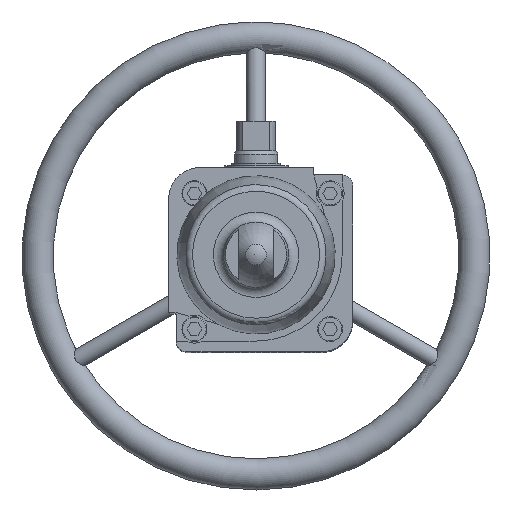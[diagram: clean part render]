
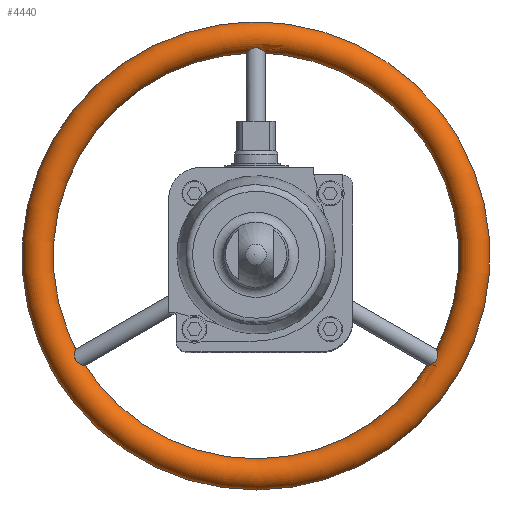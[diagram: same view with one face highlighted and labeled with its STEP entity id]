
A CAD part, top view. The second image highlights one B-rep face of the part: STEP entity #4440.
In plain terms, the highlighted toroidal (fillet/blend) face has major radius 140 mm and minor radius 10 mm.
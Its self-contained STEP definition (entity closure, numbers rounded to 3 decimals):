
#53=TOROIDAL_SURFACE('',#4836,140.,10.);
#115=B_SPLINE_CURVE_WITH_KNOTS('',3,(#7102,#7103,#7104,#7105,#7106,#7107,
#7108,#7109,#7110,#7111,#7112,#7113,#7114,#7115,#7116,#7117,#7118,#7119,
#7120),.UNSPECIFIED.,.T.,.F.,(1,1,1,1,1,1,1,1,1,1,1,1,1,1,1,1,1,1,1,1,1,
1,1),(-0.007,-0.005,-0.002,0.,
0.002,0.005,0.007,0.01,
0.012,0.014,0.017,0.019,
0.022,0.024,0.027,0.029,
0.031,0.034,0.036,0.039,
0.041,0.043,0.046),.UNSPECIFIED.);
#116=B_SPLINE_CURVE_WITH_KNOTS('',3,(#7123,#7124,#7125,#7126,#7127,#7128,
#7129,#7130,#7131,#7132,#7133,#7134,#7135,#7136,#7137,#7138,#7139,#7140,
#7141,#7142),.UNSPECIFIED.,.T.,.F.,(1,1,1,1,1,1,1,1,1,1,1,1,1,1,1,1,1,1,
1,1,1,1,1,1),(-0.005,-0.002,-0.001,
0.,0.002,0.005,0.007,0.01,
0.012,0.014,0.017,0.019,
0.022,0.024,0.027,0.029,
0.031,0.034,0.036,0.037,
0.039,0.041,0.043,0.046),
 .UNSPECIFIED.);
#117=B_SPLINE_CURVE_WITH_KNOTS('',3,(#7145,#7146,#7147,#7148,#7149,#7150,
#7151,#7152,#7153,#7154,#7155,#7156,#7157,#7158,#7159,#7160,#7161,#7162,
#7163),.UNSPECIFIED.,.T.,.F.,(1,1,1,1,1,1,1,1,1,1,1,1,1,1,1,1,1,1,1,1,1,
1,1),(-0.007,-0.005,-0.002,0.,
0.002,0.005,0.007,0.01,
0.012,0.014,0.017,0.019,
0.022,0.024,0.027,0.029,
0.031,0.034,0.036,0.039,
0.041,0.043,0.046),.UNSPECIFIED.);
#1370=ORIENTED_EDGE('',*,*,#2438,.F.);
#1371=ORIENTED_EDGE('',*,*,#2437,.F.);
#1372=ORIENTED_EDGE('',*,*,#2436,.F.);
#2436=EDGE_CURVE('',#2977,#2977,#115,.T.);
#2437=EDGE_CURVE('',#2978,#2978,#116,.T.);
#2438=EDGE_CURVE('',#2979,#2979,#117,.T.);
#2977=VERTEX_POINT('',#7121);
#2978=VERTEX_POINT('',#7143);
#2979=VERTEX_POINT('',#7164);
#3567=EDGE_LOOP('',(#1370));
#3568=EDGE_LOOP('',(#1371));
#3569=EDGE_LOOP('',(#1372));
#3981=FACE_BOUND('',#3567,.T.);
#3982=FACE_BOUND('',#3568,.T.);
#3983=FACE_BOUND('',#3569,.T.);
#4440=ADVANCED_FACE('',(#3981,#3982,#3983),#53,.T.);
#4836=AXIS2_PLACEMENT_3D('',#7165,#5615,#5616);
#5615=DIRECTION('',(0.,0.,-1.));
#5616=DIRECTION('',(-1.,0.,0.));
#7102=CARTESIAN_POINT('',(-5.085,129.932,-257.223));
#7103=CARTESIAN_POINT('',(-3.426,130.444,-258.996));
#7104=CARTESIAN_POINT('',(-1.235,130.944,-260.045));
#7105=CARTESIAN_POINT('',(1.26,130.941,-260.04));
#7106=CARTESIAN_POINT('',(3.457,130.435,-258.973));
#7107=CARTESIAN_POINT('',(5.094,129.93,-257.205));
#7108=CARTESIAN_POINT('',(6.041,129.799,-254.923));
#7109=CARTESIAN_POINT('',(6.034,130.321,-252.485));
#7110=CARTESIAN_POINT('',(5.074,131.378,-250.441));
#7111=CARTESIAN_POINT('',(3.44,132.556,-249.022));
#7112=CARTESIAN_POINT('',(1.268,133.455,-248.236));
#7113=CARTESIAN_POINT('',(-1.246,133.461,-248.23));
#7114=CARTESIAN_POINT('',(-3.441,132.557,-249.02));
#7115=CARTESIAN_POINT('',(-5.07,131.38,-250.439));
#7116=CARTESIAN_POINT('',(-6.032,130.326,-252.472));
#7117=CARTESIAN_POINT('',(-6.043,129.797,-254.926));
#7118=CARTESIAN_POINT('',(-5.085,129.932,-257.223));
#7119=CARTESIAN_POINT('',(-3.426,130.444,-258.996));
#7120=CARTESIAN_POINT('',(-1.235,130.944,-260.045));
#7121=CARTESIAN_POINT('',(-3.338,130.442,-258.875));
#7123=CARTESIAN_POINT('',(-116.229,-65.125,-248.437));
#7124=CARTESIAN_POINT('',(-115.688,-66.675,-248.183));
#7125=CARTESIAN_POINT('',(-114.432,-68.312,-248.392));
#7126=CARTESIAN_POINT('',(-112.521,-69.553,-249.371));
#7127=CARTESIAN_POINT('',(-110.776,-70.224,-250.963));
#7128=CARTESIAN_POINT('',(-109.6,-70.371,-253.164));
#7129=CARTESIAN_POINT('',(-109.462,-69.961,-255.619));
#7130=CARTESIAN_POINT('',(-110.293,-69.076,-257.786));
#7131=CARTESIAN_POINT('',(-111.673,-67.785,-259.371));
#7132=CARTESIAN_POINT('',(-113.191,-65.972,-260.166));
#7133=CARTESIAN_POINT('',(-114.266,-63.739,-259.829));
#7134=CARTESIAN_POINT('',(-114.811,-61.687,-258.531));
#7135=CARTESIAN_POINT('',(-115.167,-60.201,-256.595));
#7136=CARTESIAN_POINT('',(-115.55,-59.615,-254.211));
#7137=CARTESIAN_POINT('',(-116.015,-60.235,-251.833));
#7138=CARTESIAN_POINT('',(-116.408,-61.828,-249.962));
#7139=CARTESIAN_POINT('',(-116.48,-63.616,-248.927));
#7140=CARTESIAN_POINT('',(-116.229,-65.125,-248.437));
#7141=CARTESIAN_POINT('',(-115.688,-66.675,-248.183));
#7142=CARTESIAN_POINT('',(-114.432,-68.312,-248.392));
#7143=CARTESIAN_POINT('',(-115.785,-66.267,-248.281));
#7145=CARTESIAN_POINT('',(110.235,-69.13,-257.69));
#7146=CARTESIAN_POINT('',(109.44,-69.996,-255.494));
#7147=CARTESIAN_POINT('',(109.641,-70.377,-253.033));
#7148=CARTESIAN_POINT('',(110.853,-70.203,-250.869));
#7149=CARTESIAN_POINT('',(112.627,-69.499,-249.3));
#7150=CARTESIAN_POINT('',(114.523,-68.233,-248.36));
#7151=CARTESIAN_POINT('',(115.997,-66.214,-248.154));
#7152=CARTESIAN_POINT('',(116.507,-63.839,-248.771));
#7153=CARTESIAN_POINT('',(116.391,-61.733,-250.044));
#7154=CARTESIAN_POINT('',(115.995,-60.185,-251.93));
#7155=CARTESIAN_POINT('',(115.532,-59.615,-254.315));
#7156=CARTESIAN_POINT('',(115.15,-60.256,-256.706));
#7157=CARTESIAN_POINT('',(114.79,-61.781,-258.613));
#7158=CARTESIAN_POINT('',(114.231,-63.841,-259.868));
#7159=CARTESIAN_POINT('',(113.126,-66.07,-260.154));
#7160=CARTESIAN_POINT('',(111.594,-67.863,-259.306));
#7161=CARTESIAN_POINT('',(110.235,-69.13,-257.69));
#7162=CARTESIAN_POINT('',(109.44,-69.996,-255.494));
#7163=CARTESIAN_POINT('',(109.641,-70.377,-253.033));
#7164=CARTESIAN_POINT('',(109.606,-69.915,-255.449));
#7165=CARTESIAN_POINT('',(0.,0.,-255.8));
